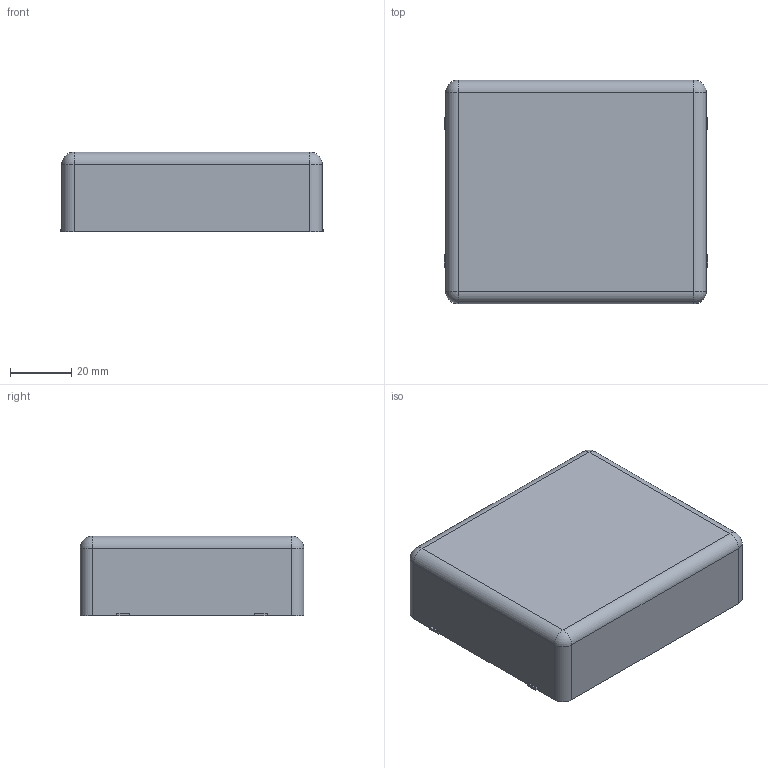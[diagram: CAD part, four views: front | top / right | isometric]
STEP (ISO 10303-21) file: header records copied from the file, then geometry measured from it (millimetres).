
FILE_DESCRIPTION(('FreeCAD Model'),'2;1');
FILE_NAME('Open CASCADE Shape Model','2024-06-30T22:43:27',('Author'),( ''),'Open CASCADE STEP processor 7.6','FreeCAD','Unknown');
FILE_SCHEMA(('AUTOMOTIVE_DESIGN { 1 0 10303 214 1 1 1 1 }'));
Length unit declared in the file: millimetre
Products named in the file (1): Top
Bounding box: 86 x 73 x 26 mm (x, y, z)
Volume: 25537.1 mm3; surface area: 26775.5 mm2
Topology: 1 solids, 1 shells, 64 faces, 156 edges, 88 vertices
Faces by surface type: plane 36, cylinder 20, sphere 8
Entity records: 1798 total; most frequent: DIRECTION 318, CARTESIAN_POINT 301, ORIENTED_EDGE 296, EDGE_CURVE 148, LINE 108, VECTOR 108, AXIS2_PLACEMENT_3D 105, VERTEX_POINT 88
